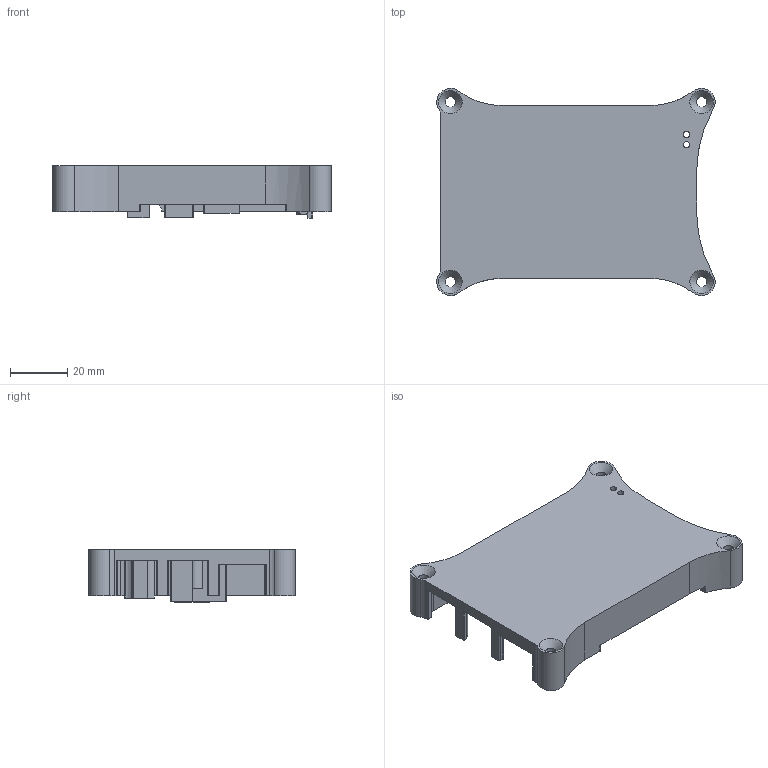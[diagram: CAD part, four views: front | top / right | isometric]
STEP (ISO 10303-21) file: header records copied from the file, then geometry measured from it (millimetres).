
FILE_DESCRIPTION( ( '' ), ' ' );
FILE_NAME( '5d3f2b13d891cd15cbed707f.step', '2019-07-29T17:21:23', ( '' ), ( '' ), ' ', ' ', ' ' );
FILE_SCHEMA( ( 'AUTOMOTIVE_DESIGN { 1 0 10303 214 1 1 1 1 }' ) );
Length unit declared in the file: metre
Products named in the file (1): Top 7-28-2019
Bounding box: 97.27 x 72.38 x 18.41 mm (x, y, z)
Volume: 34428.6 mm3; surface area: 22373.5 mm2
Topology: 1 solids, 1 shells, 163 faces, 469 edges, 311 vertices
Faces by surface type: cylinder 89, plane 70, cone 4
Full cylindrical faces by diameter (mm): 2.21 x2, 3.658 x4
Entity records: 6701 total; most frequent: DIRECTION 971, CARTESIAN_POINT 934, ORIENTED_EDGE 918, EDGE_CURVE 459, AXIS2_PLACEMENT_3D 348, VERTEX_POINT 311, LINE 275, VECTOR 275
